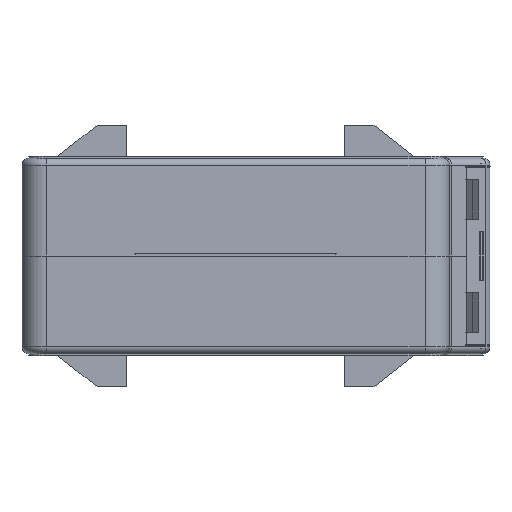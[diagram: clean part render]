
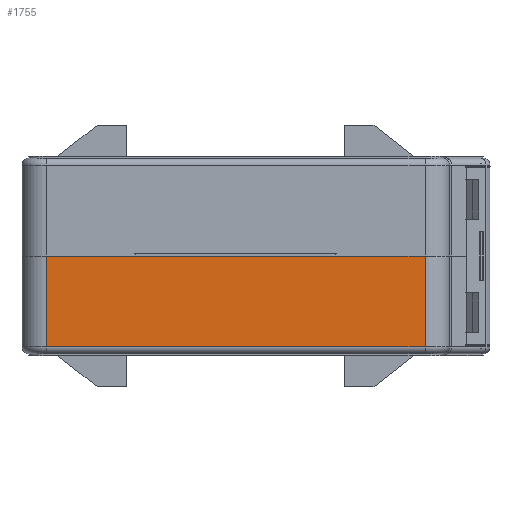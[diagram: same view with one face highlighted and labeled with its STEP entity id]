
A CAD part, front view. The second image highlights one B-rep face of the part: STEP entity #1755.
In plain terms, the highlighted planar face has unit normal (0, -1, 0).
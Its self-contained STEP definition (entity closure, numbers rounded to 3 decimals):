
#1755 = ADVANCED_FACE ( 'NONE', ( #2624 ), #38849, .F. ) ;
#2406 = CARTESIAN_POINT ( 'NONE',  ( 0., -92.25, 2. ) ) ;
#2624 = FACE_OUTER_BOUND ( 'NONE', #31491, .T. ) ;
#3775 = CARTESIAN_POINT ( 'NONE',  ( 0., -92.25, 2. ) ) ;
#4700 = VERTEX_POINT ( 'NONE', #6495 ) ;
#5428 = EDGE_CURVE ( 'NONE', #37554, #33356, #31438, .T. ) ;
#5463 = CARTESIAN_POINT ( 'NONE',  ( -54.75, -92.25, 28.3 ) ) ;
#5836 = DIRECTION ( 'NONE',  ( 0., 0., -1. ) ) ;
#6495 = CARTESIAN_POINT ( 'NONE',  ( 54.75, -92.25, 28.3 ) ) ;
#10165 = EDGE_CURVE ( 'NONE', #37554, #4700, #13777, .T. ) ;
#10978 = VECTOR ( 'NONE', #33892, 1000. ) ;
#13564 = DIRECTION ( 'NONE',  ( 1., 0., 0. ) ) ;
#13777 = LINE ( 'NONE', #17264, #30035 ) ;
#13817 = LINE ( 'NONE', #3775, #10978 ) ;
#17208 = ORIENTED_EDGE ( 'NONE', *, *, #5428, .T. ) ;
#17264 = CARTESIAN_POINT ( 'NONE',  ( 0., -92.25, 28.3 ) ) ;
#17782 = VERTEX_POINT ( 'NONE', #22781 ) ;
#18329 = DIRECTION ( 'NONE',  ( 0., 0., -1. ) ) ;
#19513 = AXIS2_PLACEMENT_3D ( 'NONE', #2406, #32749, #35808 ) ;
#20278 = ORIENTED_EDGE ( 'NONE', *, *, #10165, .F. ) ;
#21152 = CARTESIAN_POINT ( 'NONE',  ( -54.75, -92.25, 2. ) ) ;
#21821 = CARTESIAN_POINT ( 'NONE',  ( -54.75, -92.25, 2. ) ) ;
#22781 = CARTESIAN_POINT ( 'NONE',  ( 54.75, -92.25, 2. ) ) ;
#24260 = EDGE_CURVE ( 'NONE', #4700, #17782, #41586, .T. ) ;
#25437 = EDGE_CURVE ( 'NONE', #33356, #17782, #13817, .T. ) ;
#26927 = VECTOR ( 'NONE', #5836, 1000. ) ;
#27983 = VECTOR ( 'NONE', #18329, 1000. ) ;
#28951 = CARTESIAN_POINT ( 'NONE',  ( 54.75, -92.25, 2. ) ) ;
#30035 = VECTOR ( 'NONE', #13564, 1000. ) ;
#31438 = LINE ( 'NONE', #21821, #27983 ) ;
#31491 = EDGE_LOOP ( 'NONE', ( #17208, #36426, #35126, #20278 ) ) ;
#32749 = DIRECTION ( 'NONE',  ( 0., 1., 0. ) ) ;
#33356 = VERTEX_POINT ( 'NONE', #21152 ) ;
#33892 = DIRECTION ( 'NONE',  ( 1., 0., 0. ) ) ;
#35126 = ORIENTED_EDGE ( 'NONE', *, *, #24260, .F. ) ;
#35808 = DIRECTION ( 'NONE',  ( -1., 0., 0. ) ) ;
#36426 = ORIENTED_EDGE ( 'NONE', *, *, #25437, .T. ) ;
#37554 = VERTEX_POINT ( 'NONE', #5463 ) ;
#38849 = PLANE ( 'NONE',  #19513 ) ;
#41586 = LINE ( 'NONE', #28951, #26927 ) ;
